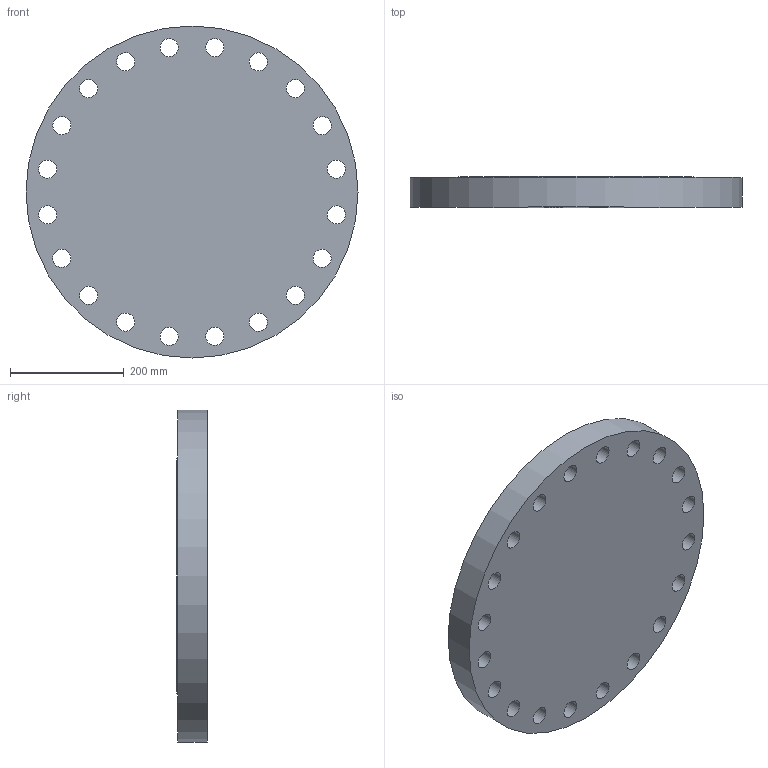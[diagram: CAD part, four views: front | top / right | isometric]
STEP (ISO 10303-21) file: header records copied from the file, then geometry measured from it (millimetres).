
FILE_DESCRIPTION(/* description */ (''),/* implementation_level */ '2;1');
FILE_NAME(/* name */ 'ANSI-B300-14B.stp',/* time_stamp */ '2023-11-07T09:40:30-05:00',/* author */ ('Admin'),/* organization */ (''),/* preprocessor_version */ 'ST-DEVELOPER v19',/* originating_system */ 'Autodesk Inventor 2023',/* authorisation */ '');
FILE_SCHEMA (('AUTOMOTIVE_DESIGN { 1 0 10303 214 3 1 1 }'));
Length unit declared in the file: inch
Products named in the file (1): ANSI-B300-14B
Bounding box: 584.2 x 53.91 x 584.2 mm (x, y, z)
Volume: 13409238.3 mm3; surface area: 706898.7 mm2
Topology: 1 solids, 1 shells, 25 faces, 66 edges, 44 vertices
Faces by surface type: cylinder 22, plane 3
Full cylindrical faces by diameter (mm): 31.75 x20, 412.75 x1, 584.2 x1
Entity records: 929 total; most frequent: DIRECTION 162, CARTESIAN_POINT 136, ORIENTED_EDGE 132, AXIS2_PLACEMENT_3D 70, EDGE_LOOP 66, EDGE_CURVE 66, CIRCLE 44, VERTEX_POINT 44
